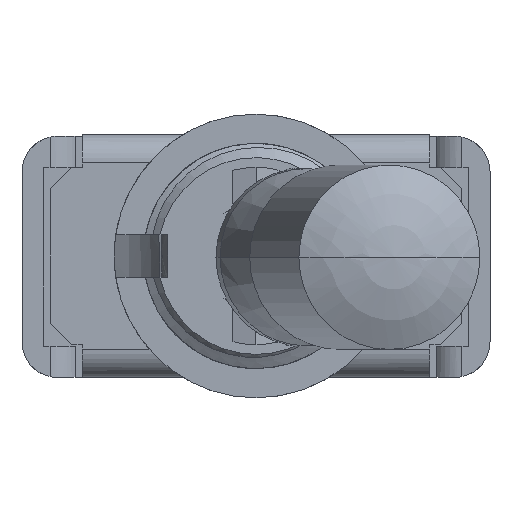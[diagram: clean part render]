
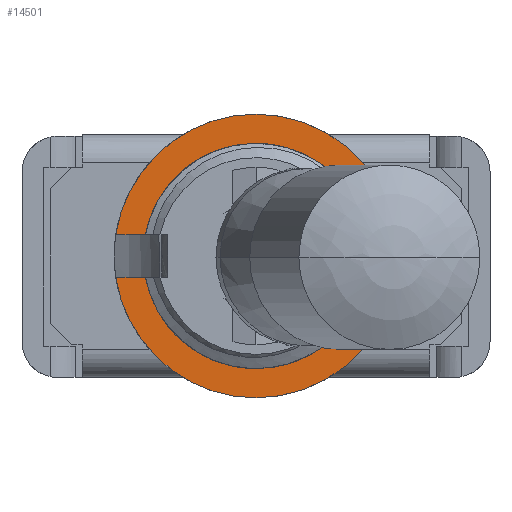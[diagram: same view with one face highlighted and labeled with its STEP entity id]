
A CAD part, front view. The second image highlights one B-rep face of the part: STEP entity #14501.
In plain terms, the highlighted planar face has unit normal (0, -1, 0).
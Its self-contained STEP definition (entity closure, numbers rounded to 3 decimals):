
#4866=CARTESIAN_POINT('',(0.,-1.,0.025));
#4867=DIRECTION('',(0.,-1.,0.));
#4868=DIRECTION('',(1.,0.,0.));
#4869=AXIS2_PLACEMENT_3D('',#4866,#4867,#4868);
#4871=CARTESIAN_POINT('',(0.,-1.,0.025));
#4872=DIRECTION('',(0.,-1.,0.));
#4873=DIRECTION('',(0.,0.,1.));
#4874=AXIS2_PLACEMENT_3D('',#4871,#4872,#4873);
#4876=DIRECTION('',(-1.,0.,0.));
#4877=VECTOR('',#4876,0.837);
#4878=CARTESIAN_POINT('',(-3.118,-1.,0.625));
#4879=LINE('',#4878,#4877);
#4880=CARTESIAN_POINT('',(0.,-1.,0.025));
#4881=DIRECTION('',(0.,1.,0.));
#4882=DIRECTION('',(-0.989,0.,0.15));
#4883=AXIS2_PLACEMENT_3D('',#4880,#4881,#4882);
#4885=CARTESIAN_POINT('',(0.,-1.,0.025));
#4886=DIRECTION('',(0.,1.,0.));
#4887=DIRECTION('',(0.,0.,1.));
#4888=AXIS2_PLACEMENT_3D('',#4885,#4886,#4887);
#4890=CARTESIAN_POINT('',(0.,-1.,0.025));
#4891=DIRECTION('',(0.,1.,0.));
#4892=DIRECTION('',(0.,0.,-1.));
#4893=AXIS2_PLACEMENT_3D('',#4890,#4891,#4892);
#4895=CARTESIAN_POINT('',(0.,-1.,0.025));
#4896=DIRECTION('',(0.,-1.,0.));
#4897=DIRECTION('',(-0.982,0.,-0.189));
#4898=AXIS2_PLACEMENT_3D('',#4895,#4896,#4897);
#4900=CARTESIAN_POINT('',(0.,-1.,0.025));
#4901=DIRECTION('',(0.,-1.,0.));
#4902=DIRECTION('',(0.,0.,-1.));
#4903=AXIS2_PLACEMENT_3D('',#4900,#4901,#4902);
#4983=DIRECTION('',(-1.,0.,0.));
#4984=VECTOR('',#4983,0.837);
#4985=CARTESIAN_POINT('',(-3.118,-1.,-0.575));
#4986=LINE('',#4985,#4984);
#8058=CARTESIAN_POINT('',(0.,-1.,-3.975));
#8059=VERTEX_POINT('',#8058);
#8060=CARTESIAN_POINT('',(0.,-1.,4.025));
#8061=VERTEX_POINT('',#8060);
#8062=CARTESIAN_POINT('',(-3.955,-1.,0.625));
#8063=VERTEX_POINT('',#8062);
#8067=CARTESIAN_POINT('',(-3.955,-1.,-0.575));
#8068=VERTEX_POINT('',#8067);
#8631=CARTESIAN_POINT('',(0.,-1.,3.2));
#8632=CARTESIAN_POINT('',(-3.118,-1.,0.625));
#8633=VERTEX_POINT('',#8631);
#8634=VERTEX_POINT('',#8632);
#8635=CARTESIAN_POINT('',(3.175,-1.,0.025));
#8636=VERTEX_POINT('',#8635);
#8637=CARTESIAN_POINT('',(-3.118,-1.,-0.575));
#8638=VERTEX_POINT('',#8637);
#8639=CARTESIAN_POINT('',(0.,-1.,-3.15));
#8640=VERTEX_POINT('',#8639);
#14479=CARTESIAN_POINT('',(0.,-1.,0.025));
#14480=DIRECTION('',(0.,1.,0.));
#14481=DIRECTION('',(0.,0.,-1.));
#14482=AXIS2_PLACEMENT_3D('',#14479,#14480,#14481);
#14483=PLANE('',#14482);
#14485=ORIENTED_EDGE('',*,*,#14484,.T.);
#14487=ORIENTED_EDGE('',*,*,#14486,.T.);
#14489=ORIENTED_EDGE('',*,*,#14488,.T.);
#14490=ORIENTED_EDGE('',*,*,#11368,.T.);
#14491=ORIENTED_EDGE('',*,*,#11351,.T.);
#14492=ORIENTED_EDGE('',*,*,#11376,.T.);
#14494=ORIENTED_EDGE('',*,*,#14493,.F.);
#14496=ORIENTED_EDGE('',*,*,#14495,.T.);
#14498=ORIENTED_EDGE('',*,*,#14497,.T.);
#14499=EDGE_LOOP('',(#14485,#14487,#14489,#14490,#14491,#14492,#14494,#14496,
#14498));
#14500=FACE_OUTER_BOUND('',#14499,.F.);
#14501=ADVANCED_FACE('',(#14500),#14483,.F.);
#4870=CIRCLE('',#4869,3.175);
#4875=CIRCLE('',#4874,3.175);
#4884=CIRCLE('',#4883,4.);
#4889=CIRCLE('',#4888,4.);
#4894=CIRCLE('',#4893,4.);
#4899=CIRCLE('',#4898,3.175);
#4904=CIRCLE('',#4903,3.175);
#11351=EDGE_CURVE('',#8061,#8059,#4889,.T.);
#11368=EDGE_CURVE('',#8063,#8061,#4884,.T.);
#11376=EDGE_CURVE('',#8059,#8068,#4894,.T.);
#14484=EDGE_CURVE('',#8636,#8633,#4870,.T.);
#14486=EDGE_CURVE('',#8633,#8634,#4875,.T.);
#14488=EDGE_CURVE('',#8634,#8063,#4879,.T.);
#14493=EDGE_CURVE('',#8638,#8068,#4986,.T.);
#14495=EDGE_CURVE('',#8638,#8640,#4899,.T.);
#14497=EDGE_CURVE('',#8640,#8636,#4904,.T.);
